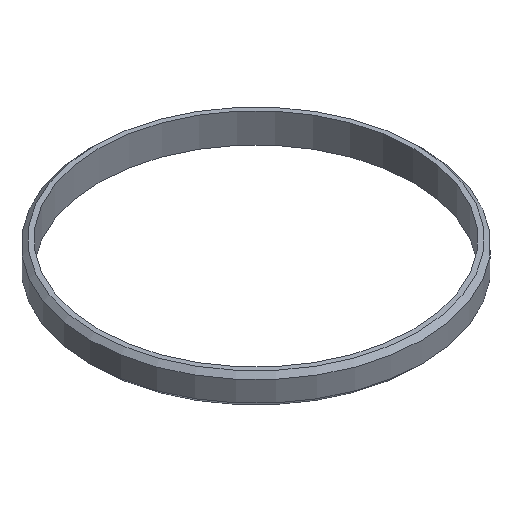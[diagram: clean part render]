
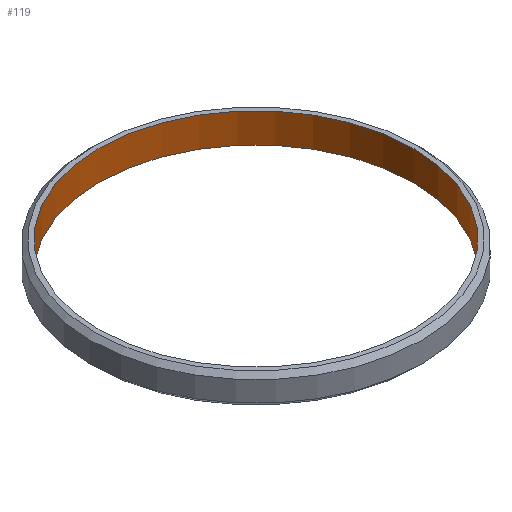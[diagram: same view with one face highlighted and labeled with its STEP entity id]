
A CAD part, isometric view. The second image highlights one B-rep face of the part: STEP entity #119.
In plain terms, the highlighted cylindrical face has radius 34.5 mm (diameter 69 mm), a full revolution.
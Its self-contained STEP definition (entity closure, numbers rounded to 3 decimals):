
#69=CARTESIAN_POINT('',(0.,99.999,23.));
#70=DIRECTION('',(0.,0.,-1.));
#71=DIRECTION('',(-1.,0.,0.));
#72=AXIS2_PLACEMENT_3D('',#69,#70,#71);
#73=CYLINDRICAL_SURFACE('',#72,34.5);
#74=CARTESIAN_POINT('',(-34.5,99.999,16.5));
#75=VERTEX_POINT('',#74);
#76=CARTESIAN_POINT('',(-34.5,99.999,23.));
#77=VERTEX_POINT('',#76);
#78=CARTESIAN_POINT('',(-34.5,99.999,16.5));
#79=DIRECTION('',(-0.,-0.,1.));
#80=VECTOR('',#79,6.5);
#81=LINE('',#78,#80);
#82=EDGE_CURVE('',#75,#77,#81,.T.);
#83=ORIENTED_EDGE('',*,*,#82,.F.);
#84=CARTESIAN_POINT('',(34.5,99.999,16.5));
#85=VERTEX_POINT('',#84);
#86=CARTESIAN_POINT('',(0.,99.999,16.5));
#87=DIRECTION('',(0.,0.,1.));
#88=DIRECTION('',(1.,0.,-0.));
#89=AXIS2_PLACEMENT_3D('',#86,#87,#88);
#90=CIRCLE('',#89,34.5);
#91=EDGE_CURVE('',#85,#75,#90,.T.);
#92=ORIENTED_EDGE('',*,*,#91,.F.);
#93=CARTESIAN_POINT('',(0.,99.999,16.5));
#94=DIRECTION('',(0.,0.,1.));
#95=DIRECTION('',(1.,0.,-0.));
#96=AXIS2_PLACEMENT_3D('',#93,#94,#95);
#97=CIRCLE('',#96,34.5);
#98=EDGE_CURVE('',#75,#85,#97,.T.);
#99=ORIENTED_EDGE('',*,*,#98,.F.);
#100=ORIENTED_EDGE('',*,*,#82,.T.);
#101=CARTESIAN_POINT('',(34.5,99.999,23.));
#102=VERTEX_POINT('',#101);
#103=CARTESIAN_POINT('',(0.,99.999,23.));
#104=DIRECTION('',(0.,0.,1.));
#105=DIRECTION('',(1.,0.,-0.));
#106=AXIS2_PLACEMENT_3D('',#103,#104,#105);
#107=CIRCLE('',#106,34.5);
#108=EDGE_CURVE('',#77,#102,#107,.T.);
#109=ORIENTED_EDGE('',*,*,#108,.T.);
#110=CARTESIAN_POINT('',(0.,99.999,23.));
#111=DIRECTION('',(0.,0.,1.));
#112=DIRECTION('',(1.,0.,-0.));
#113=AXIS2_PLACEMENT_3D('',#110,#111,#112);
#114=CIRCLE('',#113,34.5);
#115=EDGE_CURVE('',#102,#77,#114,.T.);
#116=ORIENTED_EDGE('',*,*,#115,.T.);
#117=EDGE_LOOP('',(#83,#92,#99,#100,#109,#116));
#118=FACE_BOUND('',#117,.T.);
#119=ADVANCED_FACE('',(#118),#73,.F.);
